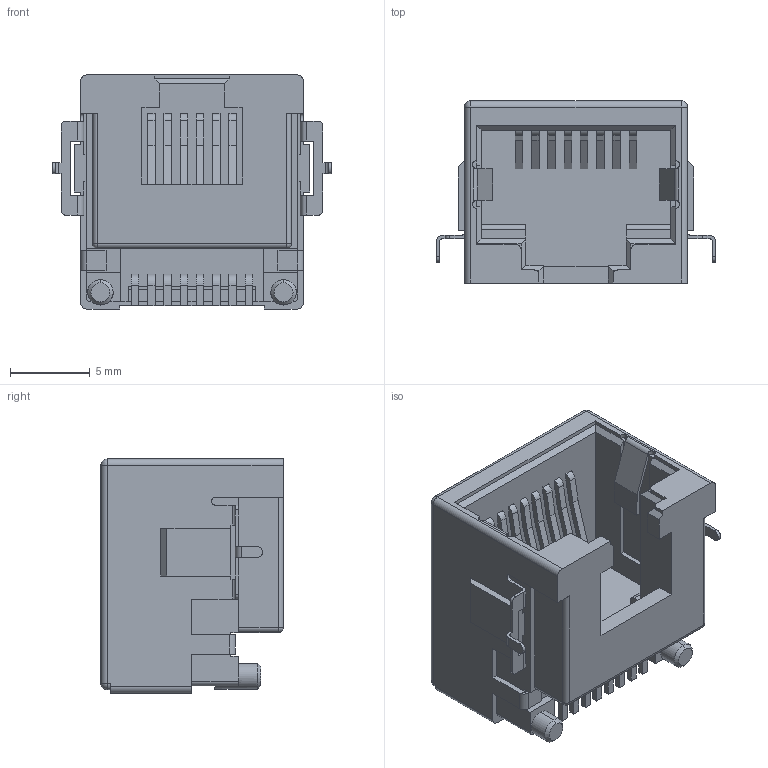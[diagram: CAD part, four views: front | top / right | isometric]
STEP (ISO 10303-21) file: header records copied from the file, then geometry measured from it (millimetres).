
FILE_DESCRIPTION((''),'2;1');
FILE_NAME('C-2041126-1','2011-07-11T',('workeradm'),(''),'PRO/ENGINEER BY PARAMETRIC TECHNOLOGY CORPORATION, 2010430','PRO/ENGINEER BY PARAMETRIC TECHNOLOGY CORPORATION, 2010430','');
FILE_SCHEMA(('AUTOMOTIVE_DESIGN { 1 0 10303 214 1 1 1 1 }'));
Length unit declared in the file: millimetre
Products named in the file (1): C-2041126-1
Bounding box: 17.55 x 11.45 x 14.7 mm (x, y, z)
Volume: 1100 mm3; surface area: 1720.9 mm2
Topology: 1 solids, 1 shells, 379 faces, 1063 edges, 690 vertices
Faces by surface type: plane 288, cylinder 81, sphere 6, cone 4
Entity records: 15496 total; most frequent: CARTESIAN_POINT 2158, ORIENTED_EDGE 2126, DIRECTION 1985, PRESENTATION_STYLE_ASSIGNMENT 1064, STYLED_ITEM 1064, CURVE_STYLE 1063, EDGE_CURVE 1063, VECTOR 887
